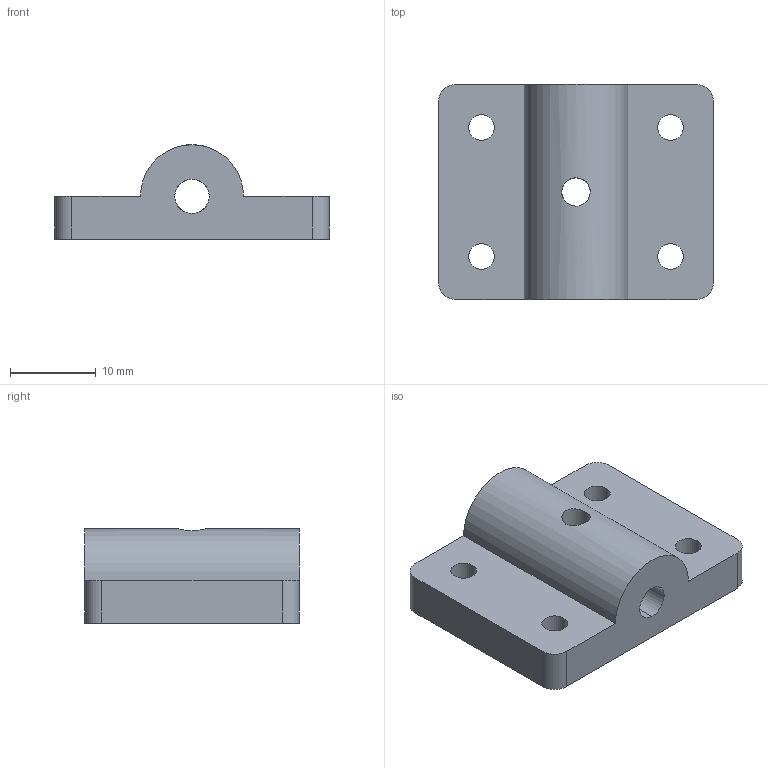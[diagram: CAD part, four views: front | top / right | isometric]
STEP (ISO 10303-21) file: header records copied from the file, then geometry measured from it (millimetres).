
FILE_DESCRIPTION (( 'STEP AP203' ), '1' );
FILE_NAME ('Support train.STEP', '2023-08-31T13:51:31', ( '' ), ( '' ), 'SwSTEP 2.0', 'SolidWorks 2012', '' );
FILE_SCHEMA (( 'CONFIG_CONTROL_DESIGN' ));
Length unit declared in the file: millimetre
Products named in the file (1): Support train
Bounding box: 32 x 25 x 11 mm (x, y, z)
Volume: 4878.4 mm3; surface area: 2894.7 mm2
Topology: 1 solids, 1 shells, 26 faces, 78 edges, 52 vertices
Faces by surface type: cylinder 19, plane 7
Entity records: 1149 total; most frequent: CARTESIAN_POINT 327, ORIENTED_EDGE 156, DIRECTION 154, EDGE_CURVE 78, AXIS2_PLACEMENT_3D 59, VERTEX_POINT 52, EDGE_LOOP 38, LINE 36
